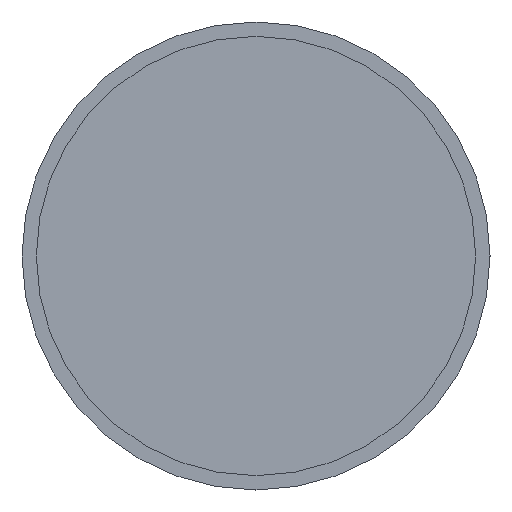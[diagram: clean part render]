
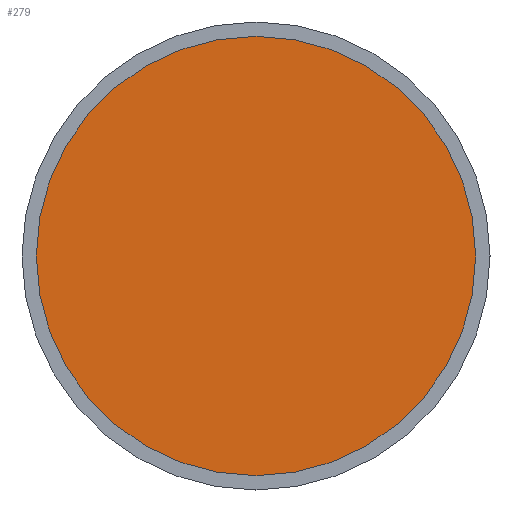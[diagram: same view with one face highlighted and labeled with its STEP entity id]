
A CAD part, left-side view. The second image highlights one B-rep face of the part: STEP entity #279.
In plain terms, the highlighted face is planar.
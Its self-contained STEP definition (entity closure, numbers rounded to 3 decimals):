
#22 = VERTEX_POINT ( 'NONE', #8397 ) ;
#279 = ADVANCED_FACE ( 'NONE', ( #5619 ), #9435, .F. ) ;
#613 = AXIS2_PLACEMENT_3D ( 'NONE', #630, #5216, #2951 ) ;
#630 = CARTESIAN_POINT ( 'NONE',  ( 0., 0., 0. ) ) ;
#859 = ORIENTED_EDGE ( 'NONE', *, *, #4179, .F. ) ;
#1047 = CARTESIAN_POINT ( 'NONE',  ( 0., 0., 0. ) ) ;
#2610 = EDGE_LOOP ( 'NONE', ( #859, #4421 ) ) ;
#2842 = EDGE_CURVE ( 'NONE', #3497, #22, #5287, .T. ) ;
#2951 = DIRECTION ( 'NONE',  ( 1., 0., 0. ) ) ;
#3402 = DIRECTION ( 'NONE',  ( 1., 0., 0. ) ) ;
#3497 = VERTEX_POINT ( 'NONE', #6016 ) ;
#4179 = EDGE_CURVE ( 'NONE', #22, #3497, #9354, .T. ) ;
#4421 = ORIENTED_EDGE ( 'NONE', *, *, #2842, .F. ) ;
#5216 = DIRECTION ( 'NONE',  ( 0., 0., 1. ) ) ;
#5287 = CIRCLE ( 'NONE', #9279, 26.75 ) ;
#5619 = FACE_OUTER_BOUND ( 'NONE', #2610, .T. ) ;
#6016 = CARTESIAN_POINT ( 'NONE',  ( 26.75, 0., 0. ) ) ;
#6135 = CARTESIAN_POINT ( 'NONE',  ( 0., 0., 0. ) ) ;
#6467 = DIRECTION ( 'NONE',  ( 0., 0., 1. ) ) ;
#7661 = DIRECTION ( 'NONE',  ( 0., 0., 1. ) ) ;
#8397 = CARTESIAN_POINT ( 'NONE',  ( -26.75, 0., 0. ) ) ;
#8493 = DIRECTION ( 'NONE',  ( 1., 0., 0. ) ) ;
#8522 = AXIS2_PLACEMENT_3D ( 'NONE', #1047, #6467, #3402 ) ;
#9279 = AXIS2_PLACEMENT_3D ( 'NONE', #6135, #7661, #8493 ) ;
#9354 = CIRCLE ( 'NONE', #613, 26.75 ) ;
#9435 = PLANE ( 'NONE',  #8522 ) ;
